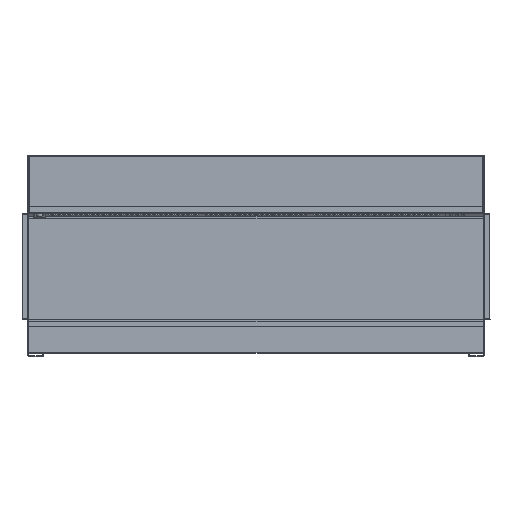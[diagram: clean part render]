
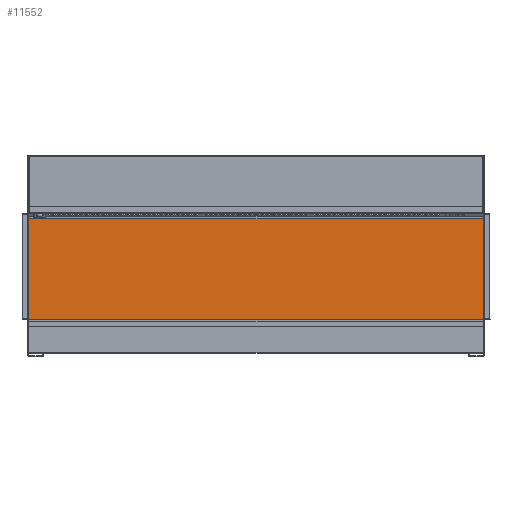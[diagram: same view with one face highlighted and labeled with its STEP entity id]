
A CAD part, top view. The second image highlights one B-rep face of the part: STEP entity #11552.
In plain terms, the highlighted planar face has unit normal (0, 0, 1).
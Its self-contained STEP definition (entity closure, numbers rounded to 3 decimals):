
#264 = CARTESIAN_POINT ( 'NONE',  ( 748., -3.9, 147.85 ) ) ;
#818 = ORIENTED_EDGE ( 'NONE', *, *, #23985, .T. ) ;
#1248 = ORIENTED_EDGE ( 'NONE', *, *, #51962, .T. ) ;
#1278 = VECTOR ( 'NONE', #65354, 1000. ) ;
#2181 = DIRECTION ( 'NONE',  ( 0.707, 0.707, 0. ) ) ;
#3182 = VERTEX_POINT ( 'NONE', #36178 ) ;
#4726 = VECTOR ( 'NONE', #63211, 1000. ) ;
#5933 = DIRECTION ( 'NONE',  ( 0.707, -0.707, 0. ) ) ;
#6108 = VERTEX_POINT ( 'NONE', #52331 ) ;
#7083 = LINE ( 'NONE', #33408, #52820 ) ;
#8937 = CARTESIAN_POINT ( 'NONE',  ( 749., 335.6, 147.85 ) ) ;
#9109 = ORIENTED_EDGE ( 'NONE', *, *, #57183, .T. ) ;
#9421 = VECTOR ( 'NONE', #61623, 1000. ) ;
#10506 = CARTESIAN_POINT ( 'NONE',  ( -749., 335.6, 147.85 ) ) ;
#11368 = EDGE_CURVE ( 'NONE', #48215, #14173, #73854, .T. ) ;
#11552 = ADVANCED_FACE ( 'Defeatured_20913', ( #20140 ), #46487, .T. ) ;
#12288 = CARTESIAN_POINT ( 'NONE',  ( 749., -2.9, 147.85 ) ) ;
#13234 = DIRECTION ( 'NONE',  ( 1., 0., 0. ) ) ;
#13690 = LINE ( 'NONE', #65081, #26038 ) ;
#14173 = VERTEX_POINT ( 'NONE', #12288 ) ;
#14706 = CARTESIAN_POINT ( 'NONE',  ( 356.5, -395.4, 147.85 ) ) ;
#15882 = CARTESIAN_POINT ( 'NONE',  ( -749., 334.1, 147.85 ) ) ;
#16261 = LINE ( 'NONE', #8937, #9421 ) ;
#20140 = FACE_OUTER_BOUND ( 'NONE', #60800, .T. ) ;
#23880 = DIRECTION ( 'NONE',  ( 0., -1., 0. ) ) ;
#23985 = EDGE_CURVE ( 'NONE', #58000, #6108, #58891, .T. ) ;
#25179 = DIRECTION ( 'NONE',  ( 1., 0., 0. ) ) ;
#26038 = VECTOR ( 'NONE', #5933, 1000. ) ;
#26910 = EDGE_CURVE ( 'NONE', #45736, #74951, #42897, .T. ) ;
#26931 = DIRECTION ( 'NONE',  ( -0.707, -0.707, 0. ) ) ;
#27487 = DIRECTION ( 'NONE',  ( 0., 0., 1. ) ) ;
#30264 = AXIS2_PLACEMENT_3D ( 'NONE', #59019, #27487, #13234 ) ;
#33408 = CARTESIAN_POINT ( 'NONE',  ( -561., 522.1, 147.85 ) ) ;
#36178 = CARTESIAN_POINT ( 'NONE',  ( -748., 335.1, 147.85 ) ) ;
#37658 = VERTEX_POINT ( 'NONE', #71394 ) ;
#39084 = EDGE_CURVE ( 'NONE', #14173, #58000, #16261, .T. ) ;
#42897 = LINE ( 'NONE', #10506, #65106 ) ;
#43664 = CARTESIAN_POINT ( 'NONE',  ( -749., -2.9, 147.85 ) ) ;
#44207 = CARTESIAN_POINT ( 'NONE',  ( -374.5, 335.1, 147.85 ) ) ;
#45011 = ORIENTED_EDGE ( 'NONE', *, *, #11368, .T. ) ;
#45154 = EDGE_CURVE ( 'NONE', #3182, #45736, #7083, .T. ) ;
#45736 = VERTEX_POINT ( 'NONE', #15882 ) ;
#46487 = PLANE ( 'NONE',  #30264 ) ;
#47659 = ORIENTED_EDGE ( 'NONE', *, *, #26910, .T. ) ;
#48215 = VERTEX_POINT ( 'NONE', #264 ) ;
#51962 = EDGE_CURVE ( 'NONE', #37658, #48215, #78252, .T. ) ;
#52331 = CARTESIAN_POINT ( 'NONE',  ( 748., 335.1, 147.85 ) ) ;
#52820 = VECTOR ( 'NONE', #26931, 1000. ) ;
#52919 = EDGE_CURVE ( 'NONE', #6108, #3182, #75712, .T. ) ;
#57183 = EDGE_CURVE ( 'NONE', #74951, #37658, #13690, .T. ) ;
#57192 = VECTOR ( 'NONE', #25179, 1000. ) ;
#58000 = VERTEX_POINT ( 'NONE', #74864 ) ;
#58131 = ORIENTED_EDGE ( 'NONE', *, *, #45154, .T. ) ;
#58891 = LINE ( 'NONE', #65769, #1278 ) ;
#59019 = CARTESIAN_POINT ( 'NONE',  ( -374.5, 335.6, 147.85 ) ) ;
#60800 = EDGE_LOOP ( 'NONE', ( #1248, #45011, #66865, #818, #69212, #58131, #47659, #9109 ) ) ;
#61623 = DIRECTION ( 'NONE',  ( 0., 1., 0. ) ) ;
#63211 = DIRECTION ( 'NONE',  ( -1., 0., 0. ) ) ;
#65081 = CARTESIAN_POINT ( 'NONE',  ( -731., -20.9, 147.85 ) ) ;
#65106 = VECTOR ( 'NONE', #23880, 1000. ) ;
#65354 = DIRECTION ( 'NONE',  ( -0.707, 0.707, 0. ) ) ;
#65769 = CARTESIAN_POINT ( 'NONE',  ( 186.5, 896.6, 147.85 ) ) ;
#66044 = VECTOR ( 'NONE', #2181, 1000. ) ;
#66865 = ORIENTED_EDGE ( 'NONE', *, *, #39084, .T. ) ;
#69212 = ORIENTED_EDGE ( 'NONE', *, *, #52919, .T. ) ;
#71394 = CARTESIAN_POINT ( 'NONE',  ( -748., -3.9, 147.85 ) ) ;
#73854 = LINE ( 'NONE', #14706, #66044 ) ;
#74864 = CARTESIAN_POINT ( 'NONE',  ( 749., 334.1, 147.85 ) ) ;
#74951 = VERTEX_POINT ( 'NONE', #43664 ) ;
#75712 = LINE ( 'NONE', #44207, #4726 ) ;
#78252 = LINE ( 'NONE', #85159, #57192 ) ;
#85159 = CARTESIAN_POINT ( 'NONE',  ( -374.5, -3.9, 147.85 ) ) ;
